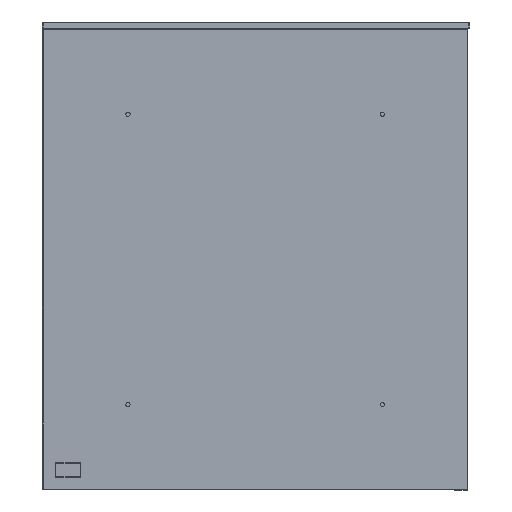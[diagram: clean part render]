
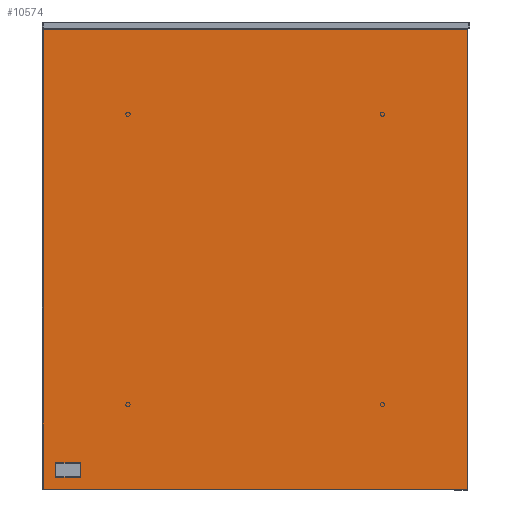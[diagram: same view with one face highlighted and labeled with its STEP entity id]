
A CAD part, left-side view. The second image highlights one B-rep face of the part: STEP entity #10574.
In plain terms, the highlighted planar face has unit normal (-1, 0, 0).
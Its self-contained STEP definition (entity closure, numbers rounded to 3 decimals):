
#10213=CARTESIAN_POINT('',(-3823.565,5493.44,-59.131));
#10214=VERTEX_POINT('',#10213);
#10215=CARTESIAN_POINT('',(-3823.565,5493.44,-596.869));
#10216=VERTEX_POINT('',#10215);
#10217=CARTESIAN_POINT('',(-3823.565,5493.44,-59.131));
#10218=DIRECTION('',(0.0,0.0,-1.0));
#10219=VECTOR('',#10218,537.737);
#10220=LINE('',#10217,#10219);
#10221=EDGE_CURVE('',#10214,#10216,#10220,.T.);
#10253=CARTESIAN_POINT('',(-3823.565,5493.771,-597.2));
#10254=VERTEX_POINT('',#10253);
#10255=CARTESIAN_POINT('',(-3823.565,5493.44,-596.869));
#10256=DIRECTION('',(0.0,0.707,-0.707));
#10257=VECTOR('',#10256,0.469);
#10258=LINE('',#10255,#10257);
#10259=EDGE_CURVE('',#10216,#10254,#10258,.T.);
#10284=CARTESIAN_POINT('',(-3823.565,5989.508,-597.2));
#10285=VERTEX_POINT('',#10284);
#10286=CARTESIAN_POINT('',(-3823.565,5493.771,-597.2));
#10287=DIRECTION('',(0.0,1.0,0.0));
#10288=VECTOR('',#10287,495.737);
#10289=LINE('',#10286,#10288);
#10290=EDGE_CURVE('',#10254,#10285,#10289,.T.);
#10324=CARTESIAN_POINT('',(-3823.565,5989.84,-596.869));
#10325=VERTEX_POINT('',#10324);
#10326=CARTESIAN_POINT('',(-3823.565,5989.508,-597.2));
#10327=DIRECTION('',(0.0,0.707,0.707));
#10328=VECTOR('',#10327,0.469);
#10329=LINE('',#10326,#10328);
#10330=EDGE_CURVE('',#10285,#10325,#10329,.T.);
#10355=CARTESIAN_POINT('',(-3823.565,5989.84,-59.131));
#10356=VERTEX_POINT('',#10355);
#10357=CARTESIAN_POINT('',(-3823.565,5989.84,-596.869));
#10358=DIRECTION('',(0.0,0.0,1.0));
#10359=VECTOR('',#10358,537.737);
#10360=LINE('',#10357,#10359);
#10361=EDGE_CURVE('',#10325,#10356,#10360,.T.);
#10386=CARTESIAN_POINT('',(-3823.565,5989.508,-58.8));
#10387=VERTEX_POINT('',#10386);
#10388=CARTESIAN_POINT('',(-3823.565,5989.84,-59.131));
#10389=DIRECTION('',(0.0,-0.707,0.707));
#10390=VECTOR('',#10389,0.469);
#10391=LINE('',#10388,#10390);
#10392=EDGE_CURVE('',#10356,#10387,#10391,.T.);
#10417=CARTESIAN_POINT('',(-3823.565,5493.771,-58.8));
#10418=VERTEX_POINT('',#10417);
#10419=CARTESIAN_POINT('',(-3823.565,5989.508,-58.8));
#10420=DIRECTION('',(0.0,-1.0,0.0));
#10421=VECTOR('',#10420,495.737);
#10422=LINE('',#10419,#10421);
#10423=EDGE_CURVE('',#10387,#10418,#10422,.T.);
#10446=CARTESIAN_POINT('',(-3823.565,5493.771,-58.8));
#10447=DIRECTION('',(0.0,-0.707,-0.707));
#10448=VECTOR('',#10447,0.469);
#10449=LINE('',#10446,#10448);
#10450=EDGE_CURVE('',#10418,#10214,#10449,.T.);
#10559=CARTESIAN_POINT('',(-3823.565,5741.64,-597.201));
#10560=DIRECTION('',(-1.0,0.0,0.0));
#10561=DIRECTION('',(0.0,0.0,1.0));
#10562=AXIS2_PLACEMENT_3D('',#10559,#10560,#10561);
#10563=PLANE('',#10562);
#10564=ORIENTED_EDGE('',*,*,#10221,.F.);
#10565=ORIENTED_EDGE('',*,*,#10450,.F.);
#10566=ORIENTED_EDGE('',*,*,#10423,.F.);
#10567=ORIENTED_EDGE('',*,*,#10392,.F.);
#10568=ORIENTED_EDGE('',*,*,#10361,.F.);
#10569=ORIENTED_EDGE('',*,*,#10330,.F.);
#10570=ORIENTED_EDGE('',*,*,#10290,.F.);
#10571=ORIENTED_EDGE('',*,*,#10259,.F.);
#10572=EDGE_LOOP('',(#10564,#10565,#10566,#10567,#10568,#10569,#10570,#10571));
#10573=FACE_OUTER_BOUND('',#10572,.T.);
#10574=ADVANCED_FACE('',(#10573),#10563,.T.);
